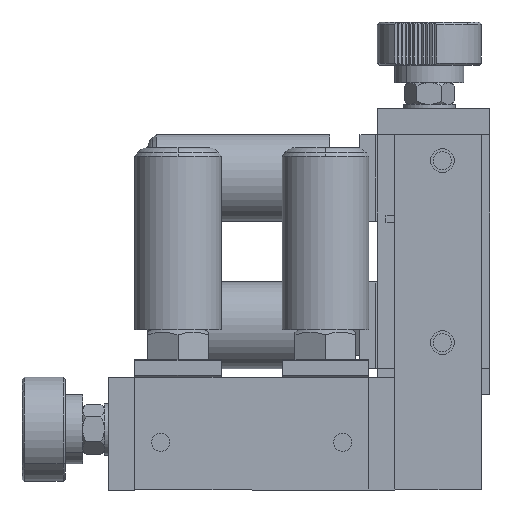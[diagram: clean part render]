
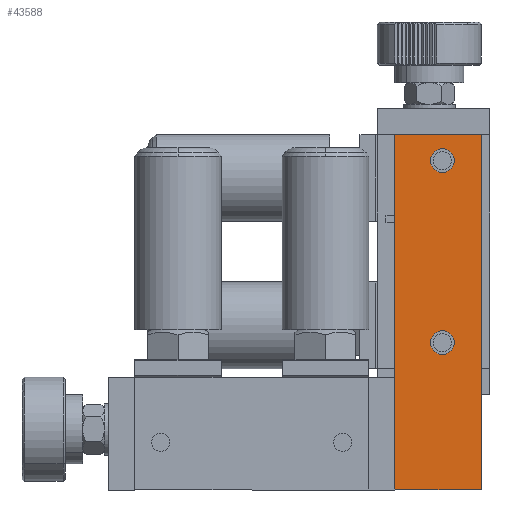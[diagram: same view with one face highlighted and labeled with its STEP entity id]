
A CAD part, left-side view. The second image highlights one B-rep face of the part: STEP entity #43588.
In plain terms, the highlighted planar face has unit normal (-1, 0, 0).
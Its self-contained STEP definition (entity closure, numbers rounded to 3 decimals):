
#3076 = ORIENTED_EDGE ( 'NONE', *, *, #19392, .T. ) ;
#3589 = EDGE_LOOP ( 'NONE', ( #11970, #8019, #3076, #17261 ) ) ;
#3723 = CARTESIAN_POINT ( 'NONE',  ( 42.701, 1.501, -27.184 ) ) ;
#3969 = CARTESIAN_POINT ( 'NONE',  ( 42.701, -9.499, -75.184 ) ) ;
#5126 = VECTOR ( 'NONE', #32457, 1000. ) ;
#5503 = AXIS2_PLACEMENT_3D ( 'NONE', #33599, #48853, #9802 ) ;
#5879 = CARTESIAN_POINT ( 'NONE',  ( 42.701, 1.501, -27.184 ) ) ;
#6164 = DIRECTION ( 'NONE',  ( 0., 1., 0. ) ) ;
#6398 = CIRCLE ( 'NONE', #45591, 2.75 ) ;
#6999 = DIRECTION ( 'NONE',  ( 1., 0., 0. ) ) ;
#7256 = AXIS2_PLACEMENT_3D ( 'NONE', #3969, #6999, #11755 ) ;
#8019 = ORIENTED_EDGE ( 'NONE', *, *, #48270, .T. ) ;
#8462 = CARTESIAN_POINT ( 'NONE',  ( 42.701, 1.501, -109.184 ) ) ;
#8596 = CARTESIAN_POINT ( 'NONE',  ( 42.701, -18.499, -27.184 ) ) ;
#8788 = EDGE_CURVE ( 'NONE', #48925, #30388, #49470, .T. ) ;
#9089 = CIRCLE ( 'NONE', #37119, 2.75 ) ;
#9615 = FACE_OUTER_BOUND ( 'NONE', #3589, .T. ) ;
#9802 = DIRECTION ( 'NONE',  ( 0., 1., 0. ) ) ;
#9837 = ORIENTED_EDGE ( 'NONE', *, *, #8788, .T. ) ;
#11361 = DIRECTION ( 'NONE',  ( 0., -1., 0. ) ) ;
#11728 = LINE ( 'NONE', #8462, #21345 ) ;
#11755 = DIRECTION ( 'NONE',  ( 0., 1., 0. ) ) ;
#11970 = ORIENTED_EDGE ( 'NONE', *, *, #22917, .T. ) ;
#11977 = CARTESIAN_POINT ( 'NONE',  ( 42.701, -6.749, -75.184 ) ) ;
#12479 = DIRECTION ( 'NONE',  ( 0., 0., -1. ) ) ;
#14511 = CIRCLE ( 'NONE', #7256, 2.75 ) ;
#15466 = DIRECTION ( 'NONE',  ( 0., 1., 0. ) ) ;
#15608 = VERTEX_POINT ( 'NONE', #45779 ) ;
#15836 = VERTEX_POINT ( 'NONE', #17188 ) ;
#16905 = LINE ( 'NONE', #36706, #5126 ) ;
#17144 = FACE_BOUND ( 'NONE', #26269, .T. ) ;
#17188 = CARTESIAN_POINT ( 'NONE',  ( 42.701, 1.501, -109.184 ) ) ;
#17199 = EDGE_LOOP ( 'NONE', ( #44733, #9837 ) ) ;
#17261 = ORIENTED_EDGE ( 'NONE', *, *, #36406, .T. ) ;
#17970 = CARTESIAN_POINT ( 'NONE',  ( 42.701, -12.249, -33.184 ) ) ;
#19025 = DIRECTION ( 'NONE',  ( 0., 1., 0. ) ) ;
#19392 = EDGE_CURVE ( 'NONE', #35841, #20605, #16905, .T. ) ;
#19570 = ORIENTED_EDGE ( 'NONE', *, *, #39429, .T. ) ;
#20605 = VERTEX_POINT ( 'NONE', #8596 ) ;
#21178 = DIRECTION ( 'NONE',  ( -1., 0., 0. ) ) ;
#21194 = VECTOR ( 'NONE', #11361, 1000. ) ;
#21345 = VECTOR ( 'NONE', #12479, 1000. ) ;
#22118 = EDGE_CURVE ( 'NONE', #30388, #48925, #9089, .T. ) ;
#22206 = CARTESIAN_POINT ( 'NONE',  ( 42.701, -9.499, -33.184 ) ) ;
#22510 = CARTESIAN_POINT ( 'NONE',  ( 42.701, -9.499, -75.184 ) ) ;
#22917 = EDGE_CURVE ( 'NONE', #39140, #15836, #11728, .T. ) ;
#24932 = PLANE ( 'NONE',  #42686 ) ;
#25204 = ORIENTED_EDGE ( 'NONE', *, *, #38257, .T. ) ;
#26269 = EDGE_LOOP ( 'NONE', ( #25204, #19570 ) ) ;
#30155 = LINE ( 'NONE', #30402, #21194 ) ;
#30388 = VERTEX_POINT ( 'NONE', #40536 ) ;
#30402 = CARTESIAN_POINT ( 'NONE',  ( 42.701, 1.501, -109.184 ) ) ;
#31704 = DIRECTION ( 'NONE',  ( 0., 1., 0. ) ) ;
#32457 = DIRECTION ( 'NONE',  ( 0., 0., 1. ) ) ;
#33599 = CARTESIAN_POINT ( 'NONE',  ( 42.701, -9.499, -33.184 ) ) ;
#34090 = LINE ( 'NONE', #48592, #42480 ) ;
#35841 = VERTEX_POINT ( 'NONE', #42151 ) ;
#36406 = EDGE_CURVE ( 'NONE', #20605, #39140, #34090, .T. ) ;
#36706 = CARTESIAN_POINT ( 'NONE',  ( 42.701, -18.499, -109.184 ) ) ;
#37119 = AXIS2_PLACEMENT_3D ( 'NONE', #22206, #48986, #6164 ) ;
#38257 = EDGE_CURVE ( 'NONE', #45803, #15608, #14511, .T. ) ;
#39140 = VERTEX_POINT ( 'NONE', #3723 ) ;
#39429 = EDGE_CURVE ( 'NONE', #15608, #45803, #6398, .T. ) ;
#40536 = CARTESIAN_POINT ( 'NONE',  ( 42.701, -6.749, -33.184 ) ) ;
#42151 = CARTESIAN_POINT ( 'NONE',  ( 42.701, -18.499, -109.184 ) ) ;
#42480 = VECTOR ( 'NONE', #19025, 1000. ) ;
#42686 = AXIS2_PLACEMENT_3D ( 'NONE', #5879, #21178, #31704 ) ;
#43588 = ADVANCED_FACE ( 'NONE', ( #17144, #43937, #9615 ), #24932, .T. ) ;
#43937 = FACE_BOUND ( 'NONE', #17199, .T. ) ;
#44733 = ORIENTED_EDGE ( 'NONE', *, *, #22118, .T. ) ;
#45591 = AXIS2_PLACEMENT_3D ( 'NONE', #22510, #49517, #15466 ) ;
#45779 = CARTESIAN_POINT ( 'NONE',  ( 42.701, -12.249, -75.184 ) ) ;
#45803 = VERTEX_POINT ( 'NONE', #11977 ) ;
#48270 = EDGE_CURVE ( 'NONE', #15836, #35841, #30155, .T. ) ;
#48592 = CARTESIAN_POINT ( 'NONE',  ( 42.701, 1.501, -27.184 ) ) ;
#48853 = DIRECTION ( 'NONE',  ( 1., 0., 0. ) ) ;
#48925 = VERTEX_POINT ( 'NONE', #17970 ) ;
#48986 = DIRECTION ( 'NONE',  ( 1., 0., 0. ) ) ;
#49470 = CIRCLE ( 'NONE', #5503, 2.75 ) ;
#49517 = DIRECTION ( 'NONE',  ( 1., 0., 0. ) ) ;
